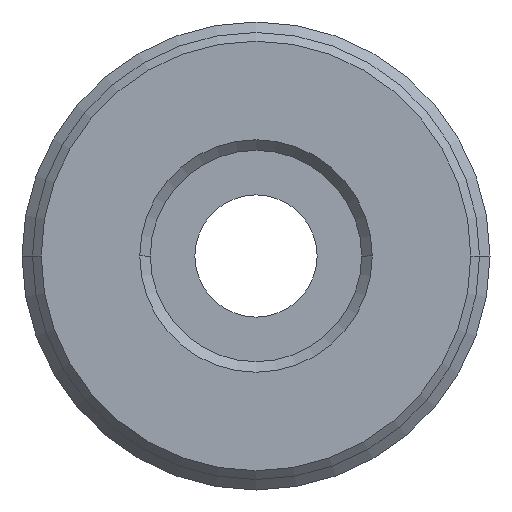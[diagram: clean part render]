
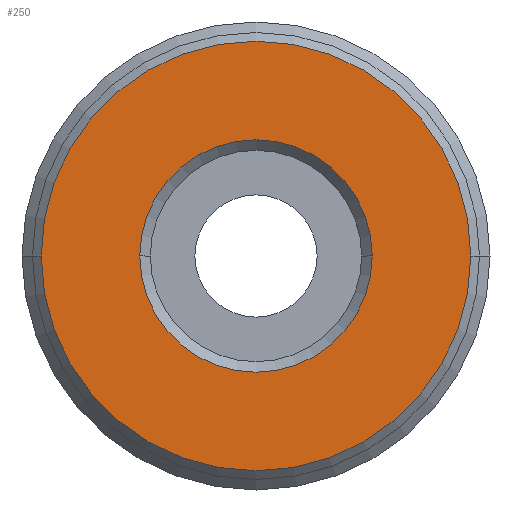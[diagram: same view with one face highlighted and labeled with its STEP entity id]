
A CAD part, front view. The second image highlights one B-rep face of the part: STEP entity #250.
In plain terms, the highlighted planar face has unit normal (0, -1, 0).
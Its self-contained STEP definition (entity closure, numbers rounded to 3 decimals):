
#250=ADVANCED_FACE('',(#501,#502),#503,.T.);
#501=FACE_BOUND('',#744,.T.);
#502=FACE_OUTER_BOUND('',#745,.T.);
#503=PLANE('',#746);
#744=EDGE_LOOP('',(#1363,#1364));
#745=EDGE_LOOP('',(#1365,#1366));
#746=AXIS2_PLACEMENT_3D('',#1367,#1368,#1369);
#1363=ORIENTED_EDGE('',*,*,#1489,.T.);
#1364=ORIENTED_EDGE('',*,*,#1487,.T.);
#1365=ORIENTED_EDGE('',*,*,#1429,.F.);
#1366=ORIENTED_EDGE('',*,*,#1574,.F.);
#1367=CARTESIAN_POINT('',(6.15,0.0,0.0));
#1368=DIRECTION('',(-0.0,-1.0,-0.0));
#1369=DIRECTION('',(-1.0,0.0,0.0));
#1429=EDGE_CURVE('',#1693,#1695,#1696,.T.);
#1487=EDGE_CURVE('',#1793,#1795,#1797,.T.);
#1489=EDGE_CURVE('',#1795,#1793,#1799,.T.);
#1574=EDGE_CURVE('',#1695,#1693,#1900,.T.);
#1693=VERTEX_POINT('',#2047);
#1695=VERTEX_POINT('',#2050);
#1696=CIRCLE('',#2051,12.3);
#1793=VERTEX_POINT('',#2209);
#1795=VERTEX_POINT('',#2212);
#1797=CIRCLE('',#2215,6.655);
#1799=CIRCLE('',#2217,6.655);
#1900=CIRCLE('',#2544,12.3);
#2047=CARTESIAN_POINT('',(12.3,0.0,0.0));
#2050=CARTESIAN_POINT('',(-12.3,0.0,0.));
#2051=AXIS2_PLACEMENT_3D('',#2649,#2650,#2651);
#2209=CARTESIAN_POINT('',(6.655,0.0,0.));
#2212=CARTESIAN_POINT('',(-6.655,0.0,0.));
#2215=AXIS2_PLACEMENT_3D('',#2737,#2738,#2739);
#2217=AXIS2_PLACEMENT_3D('',#2740,#2741,#2742);
#2544=AXIS2_PLACEMENT_3D('',#2827,#2828,#2829);
#2649=CARTESIAN_POINT('',(0.0,0.0,0.0));
#2650=DIRECTION('',(-0.0,1.0,0.0));
#2651=DIRECTION('',(1.0,0.0,0.0));
#2737=CARTESIAN_POINT('',(0.0,0.0,0.0));
#2738=DIRECTION('',(-0.0,1.0,0.0));
#2739=DIRECTION('',(1.0,0.0,0.0));
#2740=CARTESIAN_POINT('',(0.0,0.0,0.0));
#2741=DIRECTION('',(-0.0,1.0,0.0));
#2742=DIRECTION('',(1.0,0.0,0.0));
#2827=CARTESIAN_POINT('',(0.0,0.0,0.0));
#2828=DIRECTION('',(-0.0,1.0,0.0));
#2829=DIRECTION('',(1.0,0.0,0.0));
